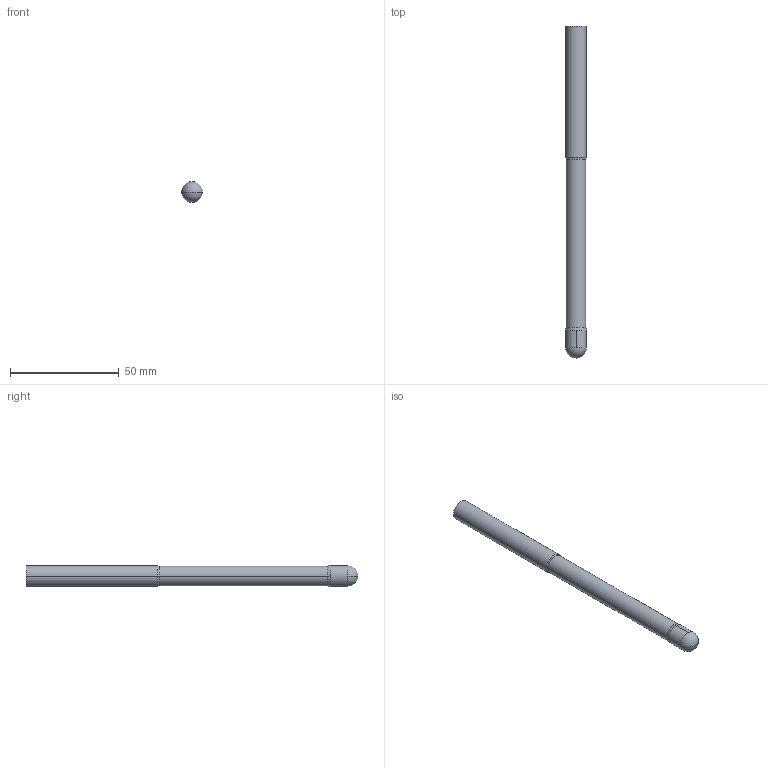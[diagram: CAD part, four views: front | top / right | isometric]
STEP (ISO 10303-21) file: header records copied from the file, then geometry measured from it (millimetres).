
FILE_DESCRIPTION (( 'STEP AP214' ), '1' );
FILE_NAME ('83514.STEP', '2023-07-05T15:02:01', ( '' ), ( '' ), 'SwSTEP 2.0', 'SolidWorks 2023', '' );
FILE_SCHEMA (( 'AUTOMOTIVE_DESIGN' ));
Length unit declared in the file: inch
Products named in the file (1): 83514
Bounding box: 9.53 x 152.4 x 9.53 mm (x, y, z)
Volume: 10194.3 mm3; surface area: 4657.2 mm2
Topology: 2 solids, 2 shells, 15 faces, 30 edges, 17 vertices
Faces by surface type: cylinder 6, plane 3, sphere 2, cone 2, torus 2
Entity records: 485 total; most frequent: DIRECTION 80, CARTESIAN_POINT 61, ORIENTED_EDGE 56, AXIS2_PLACEMENT_3D 36, EDGE_CURVE 28, CIRCLE 20, VERTEX_POINT 17, ADVANCED_FACE 15
